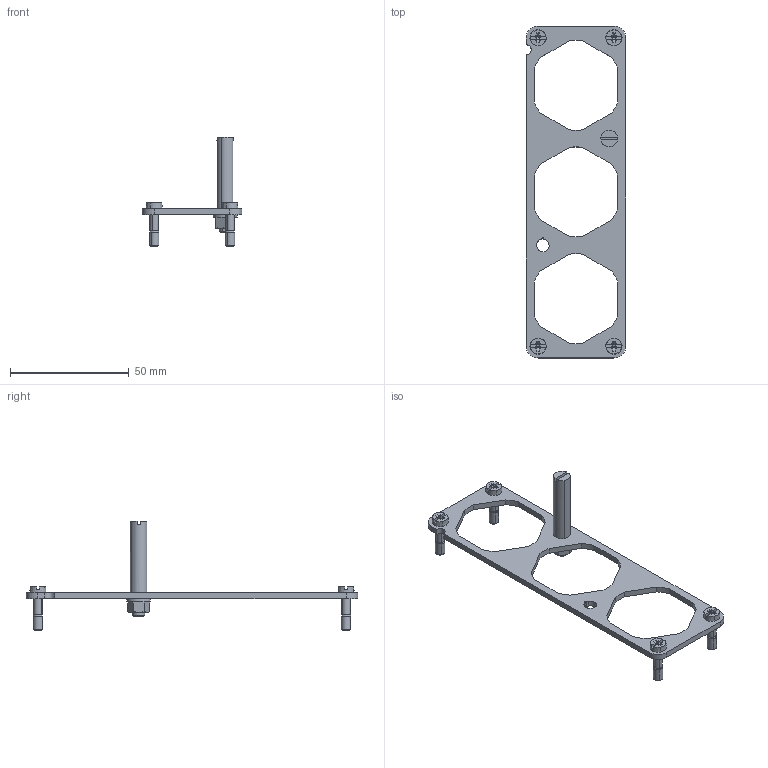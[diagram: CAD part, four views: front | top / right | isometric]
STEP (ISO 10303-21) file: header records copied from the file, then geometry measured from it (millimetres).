
FILE_DESCRIPTION(('CATIA V5 STEP','CAx-IF Rec.Pracs.--- Model Styling and Organization---1.2---2011-12-15'),'2;1');
FILE_NAME ('13365591_2_1103780000_1103780000 HDC 24B HP550 MPL3 TYP2.stp','2018-07-27T08:57:38+00:00',('none'),('Weidmueller'),'CATIA Version 5-6 Release 2014 SP4 HF52','CATIA V5 STEP AP214','none');
FILE_SCHEMA(('AUTOMOTIVE_DESIGN { 1 0 10303 214 1 1 1 1 }'));
Length unit declared in the file: millimetre
Products named in the file (1): 1103780000
Bounding box: 42 x 140 x 46 mm (x, y, z)
Volume: 9037.8 mm3; surface area: 9047.9 mm2
Topology: 1 solids, 2 shells, 295 faces, 817 edges, 530 vertices
Faces by surface type: plane 158, cylinder 93, cone 40, torus 4
Entity records: 9190 total; most frequent: CARTESIAN_POINT 2106, ORIENTED_EDGE 1618, DIRECTION 1155, EDGE_CURVE 809, VERTEX_POINT 530, VECTOR 504, LINE 504, AXIS2_PLACEMENT_3D 442
